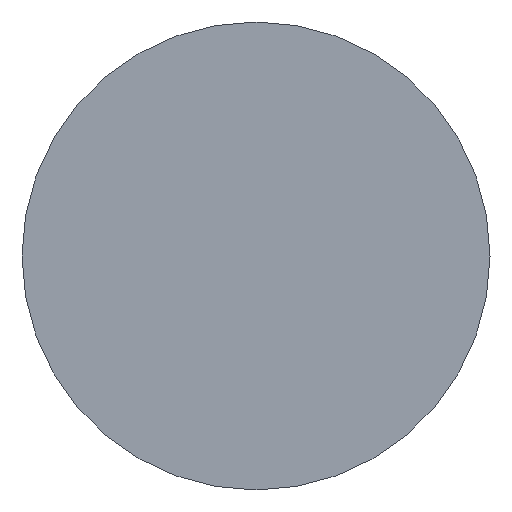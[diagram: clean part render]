
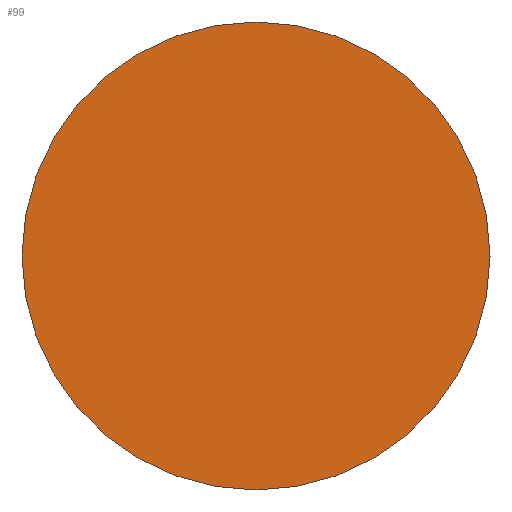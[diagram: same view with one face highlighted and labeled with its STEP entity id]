
A CAD part, left-side view. The second image highlights one B-rep face of the part: STEP entity #99.
In plain terms, the highlighted planar face has unit normal (-1, 0, 0).
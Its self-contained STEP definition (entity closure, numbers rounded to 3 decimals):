
#32=CARTESIAN_POINT('',(0.,0.,0.));
#33=DIRECTION('',(1.,0.,0.));
#34=DIRECTION('',(0.,0.,1.));
#35=AXIS2_PLACEMENT_3D('',#32,#33,#34);
#37=CARTESIAN_POINT('',(0.,0.,0.));
#38=DIRECTION('',(1.,0.,0.));
#39=DIRECTION('',(0.,0.,-1.));
#40=AXIS2_PLACEMENT_3D('',#37,#38,#39);
#46=CARTESIAN_POINT('',(0.,0.,1.588));
#47=VERTEX_POINT('',#46);
#48=CARTESIAN_POINT('',(0.,0.,-1.588));
#49=VERTEX_POINT('',#48);
#90=CARTESIAN_POINT('',(0.,0.,0.));
#91=DIRECTION('',(1.,0.,0.));
#92=DIRECTION('',(0.,0.,-1.));
#93=AXIS2_PLACEMENT_3D('',#90,#91,#92);
#94=PLANE('',#93);
#95=ORIENTED_EDGE('',*,*,#84,.T.);
#96=ORIENTED_EDGE('',*,*,#59,.T.);
#97=EDGE_LOOP('',(#95,#96));
#98=FACE_OUTER_BOUND('',#97,.F.);
#99=ADVANCED_FACE('',(#98),#94,.F.);
#36=CIRCLE('',#35,1.588);
#41=CIRCLE('',#40,1.588);
#59=EDGE_CURVE('',#49,#47,#41,.T.);
#84=EDGE_CURVE('',#47,#49,#36,.T.);
